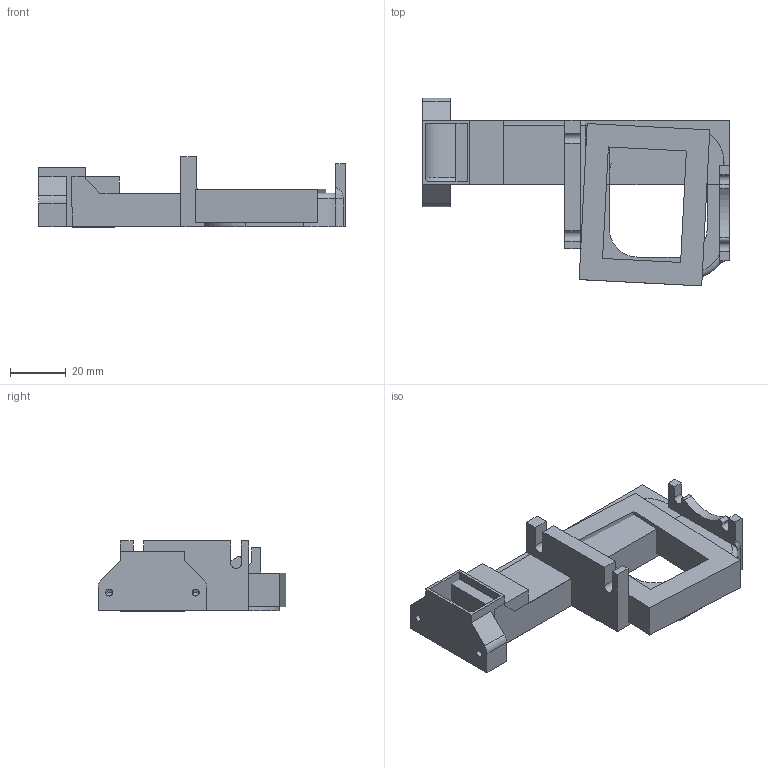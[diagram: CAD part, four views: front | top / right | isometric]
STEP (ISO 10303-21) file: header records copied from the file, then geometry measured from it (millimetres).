
FILE_DESCRIPTION (( 'STEP AP203' ), '1' );
FILE_NAME ('fan nozzle.STEP', '2018-03-13T17:37:18', ( '' ), ( '' ), 'SwSTEP 2.0', 'SolidWorks 2017', '' );
FILE_SCHEMA (( 'CONFIG_CONTROL_DESIGN' ));
Length unit declared in the file: millimetre
Products named in the file (1): fan nozzle
Bounding box: 110 x 67.34 x 25.13 mm (x, y, z)
Volume: 63869.2 mm3; surface area: 35415.1 mm2
Topology: 3 solids, 3 shells, 196 faces, 540 edges, 336 vertices
Faces by surface type: plane 84, cylinder 73, torus 18, cone 15, bspline 4, sphere 2
Entity records: 6786 total; most frequent: CARTESIAN_POINT 1824, ORIENTED_EDGE 1064, DIRECTION 996, EDGE_CURVE 532, AXIS2_PLACEMENT_3D 346, VERTEX_POINT 336, LINE 304, VECTOR 304
